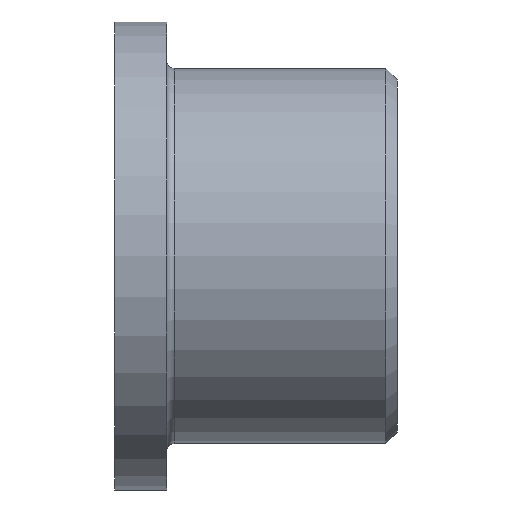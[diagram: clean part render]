
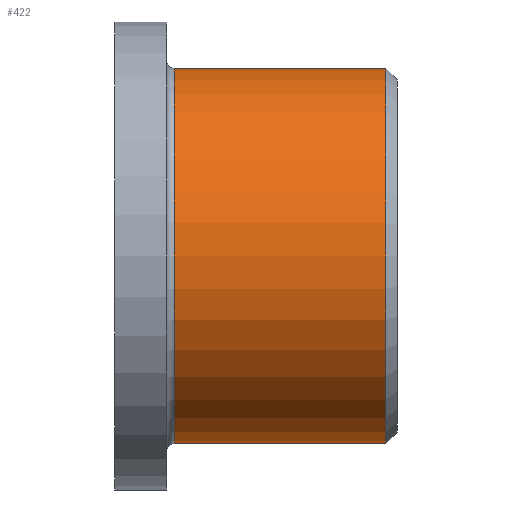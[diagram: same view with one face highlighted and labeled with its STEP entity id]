
A CAD part, left-side view. The second image highlights one B-rep face of the part: STEP entity #422.
In plain terms, the highlighted cylindrical face has radius 25.25 mm (diameter 50.5 mm), a partial arc.
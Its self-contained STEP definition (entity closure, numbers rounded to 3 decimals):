
#14 = CARTESIAN_POINT ( 'NONE',  ( 0., -17.476, 25.25 ) ) ;
#16 = EDGE_LOOP ( 'NONE', ( #165, #30, #128, #69 ) ) ;
#22 = DIRECTION ( 'NONE',  ( 0., 0., 1. ) ) ;
#29 = LINE ( 'NONE', #225, #303 ) ;
#30 = ORIENTED_EDGE ( 'NONE', *, *, #484, .T. ) ;
#34 = AXIS2_PLACEMENT_3D ( 'NONE', #278, #126, #276 ) ;
#35 = DIRECTION ( 'NONE',  ( 0., 1., 0. ) ) ;
#69 = ORIENTED_EDGE ( 'NONE', *, *, #411, .F. ) ;
#102 = CIRCLE ( 'NONE', #34, 25.25 ) ;
#111 = AXIS2_PLACEMENT_3D ( 'NONE', #223, #296, #458 ) ;
#126 = DIRECTION ( 'NONE',  ( 0., 1., 0. ) ) ;
#128 = ORIENTED_EDGE ( 'NONE', *, *, #391, .T. ) ;
#145 = CYLINDRICAL_SURFACE ( 'NONE', #111, 25.25 ) ;
#165 = ORIENTED_EDGE ( 'NONE', *, *, #216, .F. ) ;
#167 = VERTEX_POINT ( 'NONE', #329 ) ;
#201 = AXIS2_PLACEMENT_3D ( 'NONE', #375, #220, #22 ) ;
#216 = EDGE_CURVE ( 'NONE', #431, #503, #480, .T. ) ;
#220 = DIRECTION ( 'NONE',  ( 0., 1., 0. ) ) ;
#223 = CARTESIAN_POINT ( 'NONE',  ( 0., 19., 0. ) ) ;
#225 = CARTESIAN_POINT ( 'NONE',  ( 0., 19., 25.25 ) ) ;
#276 = DIRECTION ( 'NONE',  ( 0., 0., 1. ) ) ;
#278 = CARTESIAN_POINT ( 'NONE',  ( 0., -17.476, 0. ) ) ;
#279 = VERTEX_POINT ( 'NONE', #14 ) ;
#291 = CARTESIAN_POINT ( 'NONE',  ( 0., 19., -25.25 ) ) ;
#294 = DIRECTION ( 'NONE',  ( 0., 1., 0. ) ) ;
#296 = DIRECTION ( 'NONE',  ( 0., 1., 0. ) ) ;
#299 = CARTESIAN_POINT ( 'NONE',  ( 0., -17.476, -25.25 ) ) ;
#302 = FACE_OUTER_BOUND ( 'NONE', #16, .T. ) ;
#303 = VECTOR ( 'NONE', #35, 1000. ) ;
#329 = CARTESIAN_POINT ( 'NONE',  ( 0., 11., 25.25 ) ) ;
#332 = CARTESIAN_POINT ( 'NONE',  ( 0., 11., -25.25 ) ) ;
#355 = VECTOR ( 'NONE', #294, 1000. ) ;
#375 = CARTESIAN_POINT ( 'NONE',  ( 0., 11., 0. ) ) ;
#391 = EDGE_CURVE ( 'NONE', #279, #167, #29, .T. ) ;
#411 = EDGE_CURVE ( 'NONE', #503, #167, #412, .T. ) ;
#412 = CIRCLE ( 'NONE', #201, 25.25 ) ;
#422 = ADVANCED_FACE ( 'NONE', ( #302 ), #145, .T. ) ;
#431 = VERTEX_POINT ( 'NONE', #299 ) ;
#458 = DIRECTION ( 'NONE',  ( 0., 0., 1. ) ) ;
#480 = LINE ( 'NONE', #291, #355 ) ;
#484 = EDGE_CURVE ( 'NONE', #431, #279, #102, .T. ) ;
#503 = VERTEX_POINT ( 'NONE', #332 ) ;
